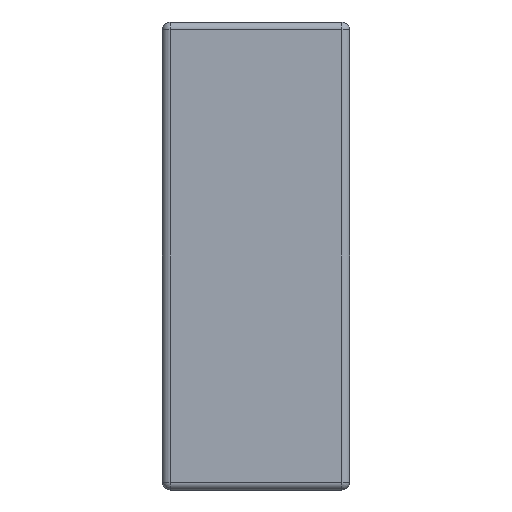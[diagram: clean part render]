
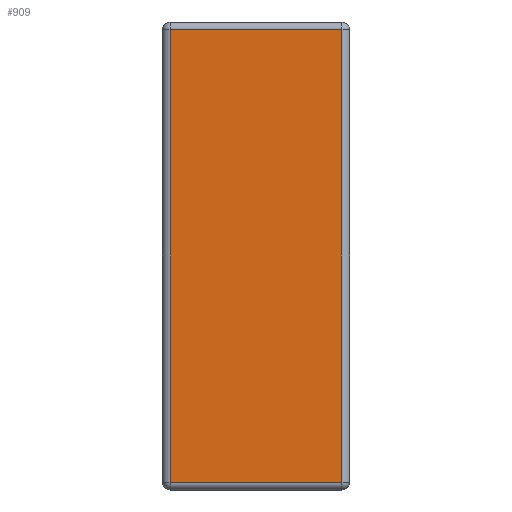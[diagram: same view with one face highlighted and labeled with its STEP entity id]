
A CAD part, left-side view. The second image highlights one B-rep face of the part: STEP entity #909.
In plain terms, the highlighted planar face has unit normal (-1, 0, 0).
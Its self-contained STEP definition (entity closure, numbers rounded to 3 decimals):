
#358=DIRECTION('',(0.,1.,0.));
#359=VECTOR('',#358,11.);
#360=CARTESIAN_POINT('',(0.,-5.5,14.5));
#361=LINE('',#360,#359);
#365=DIRECTION('',(0.,0.,-1.));
#366=VECTOR('',#365,29.);
#367=CARTESIAN_POINT('',(0.,-5.5,14.5));
#368=LINE('',#367,#366);
#372=DIRECTION('',(0.,-1.,0.));
#373=VECTOR('',#372,11.);
#374=CARTESIAN_POINT('',(0.,5.5,-14.5));
#375=LINE('',#374,#373);
#379=DIRECTION('',(0.,0.,1.));
#380=VECTOR('',#379,29.);
#381=CARTESIAN_POINT('',(0.,5.5,-14.5));
#382=LINE('',#381,#380);
#542=CARTESIAN_POINT('',(0.,5.5,14.5));
#543=VERTEX_POINT('',#542);
#544=CARTESIAN_POINT('',(0.,-5.5,14.5));
#545=VERTEX_POINT('',#544);
#564=CARTESIAN_POINT('',(0.,5.5,-14.5));
#565=VERTEX_POINT('',#564);
#568=CARTESIAN_POINT('',(0.,-5.5,-14.5));
#569=VERTEX_POINT('',#568);
#896=CARTESIAN_POINT('',(0.,-6.,-15.));
#897=DIRECTION('',(-1.,0.,0.));
#898=DIRECTION('',(0.,0.,1.));
#899=AXIS2_PLACEMENT_3D('',#896,#897,#898);
#900=PLANE('',#899);
#901=ORIENTED_EDGE('',*,*,#887,.F.);
#902=ORIENTED_EDGE('',*,*,#654,.T.);
#904=ORIENTED_EDGE('',*,*,#903,.F.);
#906=ORIENTED_EDGE('',*,*,#905,.T.);
#907=EDGE_LOOP('',(#901,#902,#904,#906));
#908=FACE_OUTER_BOUND('',#907,.F.);
#909=ADVANCED_FACE('',(#908),#900,.T.);
#654=EDGE_CURVE('',#545,#569,#368,.T.);
#887=EDGE_CURVE('',#545,#543,#361,.T.);
#903=EDGE_CURVE('',#565,#569,#375,.T.);
#905=EDGE_CURVE('',#565,#543,#382,.T.);
